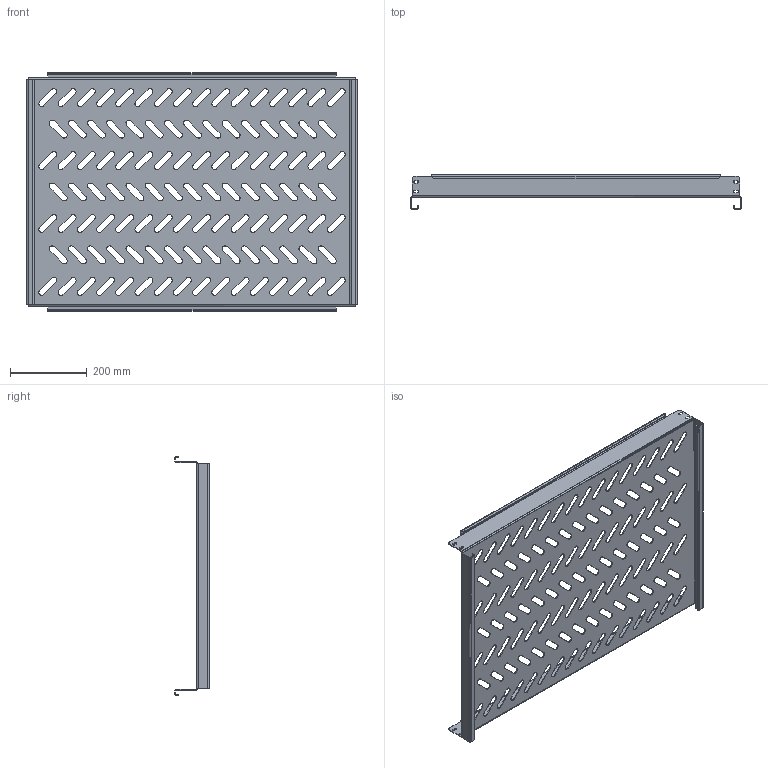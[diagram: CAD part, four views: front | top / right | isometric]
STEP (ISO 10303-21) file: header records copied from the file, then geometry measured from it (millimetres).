
FILE_DESCRIPTION (( 'STEP AP214' ), '1' );
FILE_NAME ('945.379.STEP', '2024-09-25T11:35:00', ( '' ), ( '' ), 'SwSTEP 2.0', 'SolidWorks 2021', '' );
FILE_SCHEMA (( 'AUTOMOTIVE_DESIGN' ));
Length unit declared in the file: millimetre
Products named in the file (1): 945.379
Bounding box: 860 x 90 x 620 mm (x, y, z)
Volume: 1202554.4 mm3; surface area: 1239751.4 mm2
Topology: 1 solids, 1 shells, 707 faces, 2027 edges, 1322 vertices
Faces by surface type: cylinder 387, plane 312, bspline 8
Entity records: 24169 total; most frequent: CARTESIAN_POINT 4557, DIRECTION 4161, ORIENTED_EDGE 4054, EDGE_CURVE 2027, AXIS2_PLACEMENT_3D 1474, VERTEX_POINT 1322, VECTOR 1213, LINE 1213
